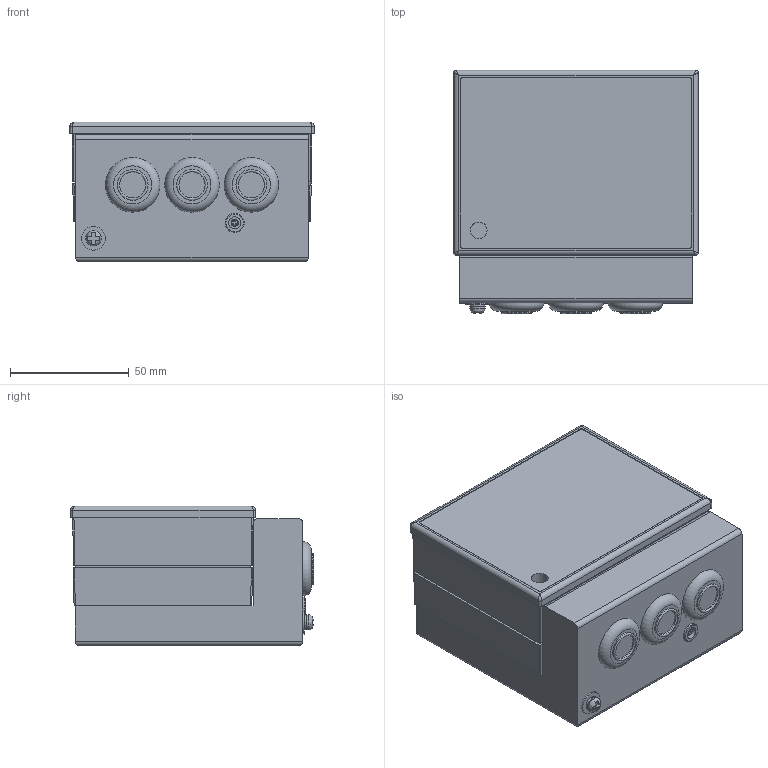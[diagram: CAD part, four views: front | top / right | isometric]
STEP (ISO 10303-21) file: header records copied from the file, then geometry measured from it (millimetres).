
FILE_DESCRIPTION( ( 'STEP AP214' ), '1' );
FILE_NAME( 'MPS01A.step', '2018-06-21T01:58:50', ( ' ' ), ( ' ' ), 'XStep 1.0', ' ', ' ' );
FILE_SCHEMA( ( 'automotive_design' ) );
Length unit declared in the file: millimetre
Products named in the file (1): 1
Bounding box: 103 x 102.5 x 59 mm (x, y, z)
Volume: 556036.3 mm3; surface area: 51934.5 mm2
Topology: 1 solids, 1 shells, 152 faces, 358 edges, 229 vertices
Faces by surface type: plane 70, cylinder 60, torus 15, bspline 5, cone 2
Full cylindrical faces by diameter (mm): 0.6 x3, 3 x7, 4 x3, 6 x1, 6.5 x1, 7 x1, 8 x1, 10 x1, 11 x3, 13 x3
Entity records: 5730 total; most frequent: CARTESIAN_POINT 1261, DIRECTION 703, ORIENTED_EDGE 580, EDGE_CURVE 290, AXIS2_PLACEMENT_3D 277, EDGE_LOOP 219, VERTEX_POINT 207, FACE_OUTER_BOUND 192
